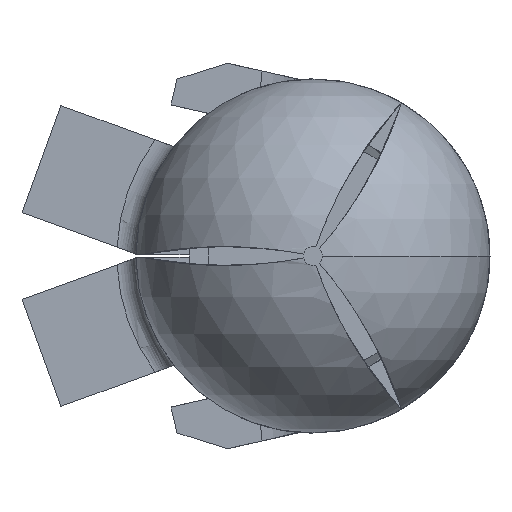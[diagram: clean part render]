
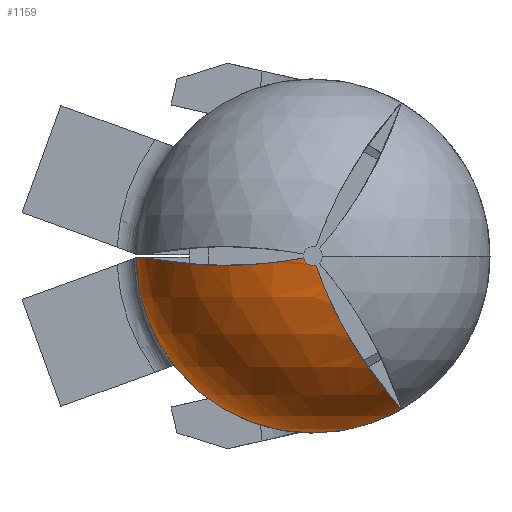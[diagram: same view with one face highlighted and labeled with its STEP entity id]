
A CAD part, left-side view. The second image highlights one B-rep face of the part: STEP entity #1159.
In plain terms, the highlighted spherical face has radius 2.369 mm.
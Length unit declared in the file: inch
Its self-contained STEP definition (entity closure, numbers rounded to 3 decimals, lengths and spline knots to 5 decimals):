
#174 = VERTEX_POINT ( 'NONE', #1217 ) ;
#225 = SPHERICAL_SURFACE ( 'NONE', #292, 0.09325 ) ;
#251 = CARTESIAN_POINT ( 'NONE',  ( 0.02526, 0.06384, -0.00435 ) ) ;
#292 = AXIS2_PLACEMENT_3D ( 'NONE', #4072, #3609, #3595 ) ;
#678 = DIRECTION ( 'NONE',  ( -1., 0., 0. ) ) ;
#755 = CARTESIAN_POINT ( 'NONE',  ( 0.0165, 0.05294, -0.00494 ) ) ;
#789 = VERTEX_POINT ( 'NONE', #6009 ) ;
#924 = CIRCLE ( 'NONE', #5201, 0.09325 ) ;
#972 = ORIENTED_EDGE ( 'NONE', *, *, #6026, .T. ) ;
#1063 = CARTESIAN_POINT ( 'NONE',  ( 0.09325, 0., -0.09325 ) ) ;
#1146 = DIRECTION ( 'NONE',  ( -1., 0., 0. ) ) ;
#1159 = ADVANCED_FACE ( 'NONE', ( #2545 ), #225, .T. ) ;
#1217 = CARTESIAN_POINT ( 'NONE',  ( 0.06428, 0.08863, -0.00095 ) ) ;
#1274 = ORIENTED_EDGE ( 'NONE', *, *, #3033, .F. ) ;
#1293 = CARTESIAN_POINT ( 'NONE',  ( 0.0094, 0.04076, -0.00496 ) ) ;
#1312 = B_SPLINE_CURVE_WITH_KNOTS ( 'NONE', 3,
 ( #3605, #4972, #2710, #5885, #3170, #251, #3631, #755, #4086, #1293, #4530, #1770, #4999, #2242 ),
 .UNSPECIFIED., .F., .F.,
 ( 4, 2, 2, 2, 2, 2, 4 ),
 ( 0.00075, 0.00146, 0.00181, 0.00216, 0.00252, 0.00287, 0.00358 ),
 .UNSPECIFIED. ) ;
#1330 = CIRCLE ( 'NONE', #1601, 0.005 ) ;
#1449 = VERTEX_POINT ( 'NONE', #3284 ) ;
#1601 = AXIS2_PLACEMENT_3D ( 'NONE', #2624, #2590, #2575 ) ;
#1647 = EDGE_CURVE ( 'NONE', #1449, #6119, #3058, .T. ) ;
#1770 = CARTESIAN_POINT ( 'NONE',  ( 0.0026, 0.02345, -0.00395 ) ) ;
#1779 = VERTEX_POINT ( 'NONE', #2887 ) ;
#2054 = ORIENTED_EDGE ( 'NONE', *, *, #1647, .F. ) ;
#2242 = CARTESIAN_POINT ( 'NONE',  ( 0.00013, 0.0049, -0.001 ) ) ;
#2267 = CIRCLE ( 'NONE', #5266, 0.09325 ) ;
#2545 = FACE_OUTER_BOUND ( 'NONE', #4641, .T. ) ;
#2575 = DIRECTION ( 'NONE',  ( 0., 0., -1. ) ) ;
#2590 = DIRECTION ( 'NONE',  ( -1., 0., 0. ) ) ;
#2624 = CARTESIAN_POINT ( 'NONE',  ( 0.00013, 0., 0. ) ) ;
#2698 = CARTESIAN_POINT ( 'NONE',  ( 0.09325, 0., 0. ) ) ;
#2710 = CARTESIAN_POINT ( 'NONE',  ( 0.04701, 0.08149, -0.00229 ) ) ;
#2887 = CARTESIAN_POINT ( 'NONE',  ( 0.09325, 0.09324, -0.001 ) ) ;
#2913 = ORIENTED_EDGE ( 'NONE', *, *, #4011, .T. ) ;
#3033 = EDGE_CURVE ( 'NONE', #789, #1449, #1330, .T. ) ;
#3058 = B_SPLINE_CURVE_WITH_KNOTS ( 'NONE', 3,
 ( #5875, #5017, #4958, #4943, #4760, #4748, #4730, #4698, #4676, #4659, #4585, #4571, #4518, #4248 ),
 .UNSPECIFIED., .F., .F.,
 ( 4, 2, 2, 2, 2, 2, 4 ),
 ( 0., 0.00045, 0.0009, 0.00134, 0.00179, 0.00269, 0.00358 ),
 .UNSPECIFIED. ) ;
#3128 = ORIENTED_EDGE ( 'NONE', *, *, #3405, .T. ) ;
#3166 = DIRECTION ( 'NONE',  ( 0., 1., -0.011 ) ) ;
#3170 = CARTESIAN_POINT ( 'NONE',  ( 0.03195, 0.07032, -0.00374 ) ) ;
#3284 = CARTESIAN_POINT ( 'NONE',  ( 0.00013, -0.00158, -0.00474 ) ) ;
#3405 = EDGE_CURVE ( 'NONE', #4385, #6119, #924, .T. ) ;
#3556 = CARTESIAN_POINT ( 'NONE',  ( 0.09325, 0., 0. ) ) ;
#3595 = DIRECTION ( 'NONE',  ( 0., 1., 0. ) ) ;
#3605 = CARTESIAN_POINT ( 'NONE',  ( 0.06428, 0.08863, -0.00095 ) ) ;
#3609 = DIRECTION ( 'NONE',  ( 0., 0., -1. ) ) ;
#3631 = CARTESIAN_POINT ( 'NONE',  ( 0.02217, 0.06037, -0.0046 ) ) ;
#3957 = CARTESIAN_POINT ( 'NONE',  ( 0.09325, 0., 0. ) ) ;
#4011 = EDGE_CURVE ( 'NONE', #1779, #4385, #2267, .T. ) ;
#4019 = DIRECTION ( 'NONE',  ( 0., 0., 1. ) ) ;
#4066 = ORIENTED_EDGE ( 'NONE', *, *, #4142, .F. ) ;
#4072 = CARTESIAN_POINT ( 'NONE',  ( 0.09325, 0., 0. ) ) ;
#4086 = CARTESIAN_POINT ( 'NONE',  ( 0.01391, 0.04896, -0.00503 ) ) ;
#4142 = EDGE_CURVE ( 'NONE', #174, #789, #1312, .T. ) ;
#4248 = CARTESIAN_POINT ( 'NONE',  ( 0.09325, -0.04662, -0.08076 ) ) ;
#4385 = VERTEX_POINT ( 'NONE', #1063 ) ;
#4401 = DIRECTION ( 'NONE',  ( 0., 0., 1. ) ) ;
#4518 = CARTESIAN_POINT ( 'NONE',  ( 0.08132, -0.04662, -0.08076 ) ) ;
#4530 = CARTESIAN_POINT ( 'NONE',  ( 0.00746, 0.03653, -0.00481 ) ) ;
#4571 = CARTESIAN_POINT ( 'NONE',  ( 0.06947, -0.045, -0.07901 ) ) ;
#4585 = CARTESIAN_POINT ( 'NONE',  ( 0.04771, -0.03923, -0.07225 ) ) ;
#4641 = EDGE_LOOP ( 'NONE', ( #4066, #972, #2913, #3128, #2054, #1274 ) ) ;
#4659 = CARTESIAN_POINT ( 'NONE',  ( 0.03757, -0.03503, -0.06713 ) ) ;
#4676 = CARTESIAN_POINT ( 'NONE',  ( 0.02483, -0.02794, -0.05717 ) ) ;
#4698 = CARTESIAN_POINT ( 'NONE',  ( 0.02091, -0.0254, -0.05341 ) ) ;
#4730 = CARTESIAN_POINT ( 'NONE',  ( 0.01405, -0.0203, -0.04524 ) ) ;
#4748 = CARTESIAN_POINT ( 'NONE',  ( 0.0111, -0.01774, -0.04084 ) ) ;
#4760 = CARTESIAN_POINT ( 'NONE',  ( 0.00615, -0.0127, -0.03135 ) ) ;
#4943 = CARTESIAN_POINT ( 'NONE',  ( 0.00417, -0.01023, -0.02626 ) ) ;
#4958 = CARTESIAN_POINT ( 'NONE',  ( 0.00133, -0.00565, -0.0158 ) ) ;
#4972 = CARTESIAN_POINT ( 'NONE',  ( 0.05534, 0.0857, -0.00152 ) ) ;
#4999 = CARTESIAN_POINT ( 'NONE',  ( 0.00064, 0.01417, -0.0028 ) ) ;
#5017 = CARTESIAN_POINT ( 'NONE',  ( 0.00045, -0.00352, -0.01038 ) ) ;
#5077 = CARTESIAN_POINT ( 'NONE',  ( 0.09325, -0.04662, -0.08076 ) ) ;
#5081 = AXIS2_PLACEMENT_3D ( 'NONE', #2698, #5881, #3166 ) ;
#5201 = AXIS2_PLACEMENT_3D ( 'NONE', #3556, #678, #4019 ) ;
#5266 = AXIS2_PLACEMENT_3D ( 'NONE', #3957, #1146, #4401 ) ;
#5624 = CIRCLE ( 'NONE', #5081, 0.09325 ) ;
#5875 = CARTESIAN_POINT ( 'NONE',  ( 0.00013, -0.00158, -0.00474 ) ) ;
#5881 = DIRECTION ( 'NONE',  ( 0., -0.011, -1. ) ) ;
#5885 = CARTESIAN_POINT ( 'NONE',  ( 0.03558, 0.07335, -0.00339 ) ) ;
#6009 = CARTESIAN_POINT ( 'NONE',  ( 0.00013, 0.0049, -0.001 ) ) ;
#6026 = EDGE_CURVE ( 'NONE', #174, #1779, #5624, .T. ) ;
#6119 = VERTEX_POINT ( 'NONE', #5077 ) ;
